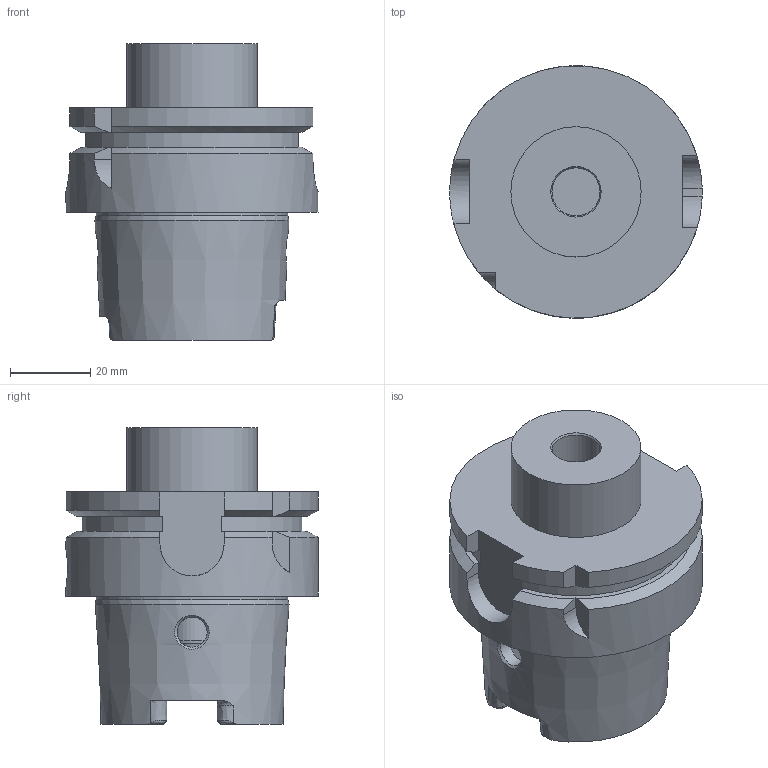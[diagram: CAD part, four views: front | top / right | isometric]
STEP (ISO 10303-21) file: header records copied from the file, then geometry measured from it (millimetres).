
FILE_DESCRIPTION(/* description */ (''),/* implementation_level */ '2;1');
FILE_NAME(/* name */ '10001155296nxv000_00_214.stp',/* time_stamp */ '2023-02-10T09:30:13+01:00',/* author */ (''),/* organization */ (''),/* preprocessor_version */ 'ST-DEVELOPER v18.1',/* originating_system */ 'SIEMENS PLM Software NX 2000',/* authorisation */ '');
FILE_SCHEMA (('AUTOMOTIVE_DESIGN { 1 0 10303 214 3 1 1 1 }'));
Length unit declared in the file: millimetre
Products named in the file (6): 10010271643nxm000_00_57533ID; 10010271751nxm000_00_57592ID; 10010181741nxm000_00; 10010206297nxm000_00; 10010012593nxm000_03_SOLID; 10001155296nxv000_00
Assembly tree (5 placements, depth 3):
  10001155296nxv000_00
    10010012593nxm000_03_SOLID
      10010206297nxm000_00
      10010181741nxm000_00
      10010271751nxm000_00_57592ID
      10010271643nxm000_00_57533ID
Bounding box: 62.99 x 62.98 x 74 mm (x, y, z)
Volume: 99944.8 mm3; surface area: 31600.8 mm2
Topology: 5 solids, 5 shells, 153 faces, 387 edges, 254 vertices
Faces by surface type: plane 69, cylinder 39, cone 20, bspline 15, torus 10
Full cylindrical faces by diameter (mm): 7.5 x2, 8 x2, 10 x1, 10.6 x3, 11.6 x3, 12 x5, 15.1 x6, 17 x1, 18 x1, 32.5 x1, 34 x2, 40 x1, 47.83 x1, 63 x1
Entity records: 6260 total; most frequent: CARTESIAN_POINT 2849, DIRECTION 648, ORIENTED_EDGE 622, EDGE_CURVE 311, AXIS2_PLACEMENT_3D 267, VERTEX_POINT 232, EDGE_LOOP 229, ADVANCED_FACE 153
